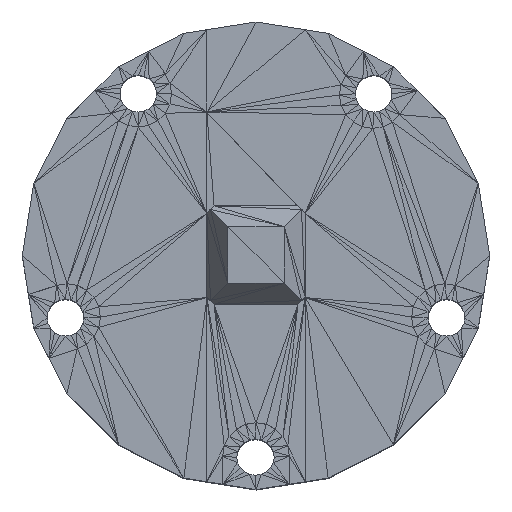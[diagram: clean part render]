
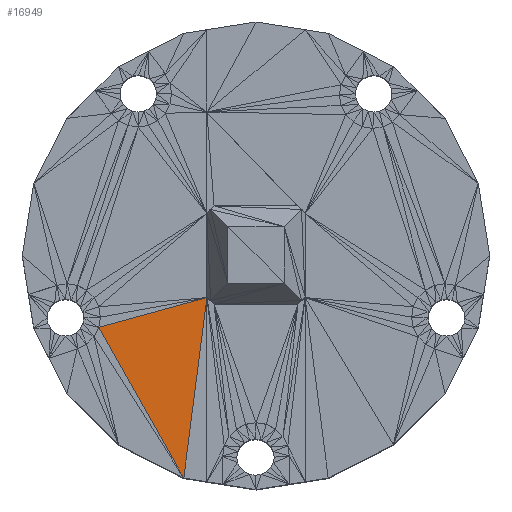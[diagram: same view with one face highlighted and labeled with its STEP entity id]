
A CAD part, top view. The second image highlights one B-rep face of the part: STEP entity #16949.
In plain terms, the highlighted planar face has unit normal (0, 0, 1).
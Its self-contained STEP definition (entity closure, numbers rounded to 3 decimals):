
#547 = VERTEX_POINT('',#548);
#548 = CARTESIAN_POINT('',(16.525,-28.526,45.));
#16494 = PLANE('',#16495);
#16495 = AXIS2_PLACEMENT_3D('',#16496,#16497,#16498);
#16496 = CARTESIAN_POINT('',(15.611,-42.991,45.));
#16497 = DIRECTION('',(0.,0.,1.));
#16498 = DIRECTION('',(1.,0.,0.));
#16680 = VERTEX_POINT('',#16681);
#16681 = CARTESIAN_POINT('',(0.338,-32.989,45.));
#16782 = PLANE('',#16783);
#16783 = AXIS2_PLACEMENT_3D('',#16784,#16785,#16786);
#16784 = CARTESIAN_POINT('',(6.329,-44.28,45.));
#16785 = DIRECTION('',(0.,0.,1.));
#16786 = DIRECTION('',(1.,0.,-0.));
#16824 = VERTEX_POINT('',#16825);
#16825 = CARTESIAN_POINT('',(13.059,-55.537,45.));
#16850 = EDGE_CURVE('',#16680,#16824,#16851,.T.);
#16851 = SURFACE_CURVE('',#16852,(#16856,#16862),.PCURVE_S1.);
#16852 = LINE('',#16853,#16854);
#16853 = CARTESIAN_POINT('',(0.338,-32.989,45.));
#16854 = VECTOR('',#16855,1.);
#16855 = DIRECTION('',(0.491,-0.871,0.));
#16856 = PCURVE('',#16782,#16857);
#16857 = DEFINITIONAL_REPRESENTATION('',(#16858),#16861);
#16858 = B_SPLINE_CURVE_WITH_KNOTS('',1,(#16859,#16860),.UNSPECIFIED.,
  .F.,.F.,(2,2),(0.,25.889),.PIECEWISE_BEZIER_KNOTS.);
#16859 = CARTESIAN_POINT('',(-5.991,11.291));
#16860 = CARTESIAN_POINT('',(6.73,-11.257));
#16861 = ( GEOMETRIC_REPRESENTATION_CONTEXT(2) 
PARAMETRIC_REPRESENTATION_CONTEXT() REPRESENTATION_CONTEXT('2D SPACE',''
  ) );
#16862 = PCURVE('',#16863,#16868);
#16863 = PLANE('',#16864);
#16864 = AXIS2_PLACEMENT_3D('',#16865,#16866,#16867);
#16865 = CARTESIAN_POINT('',(10.267,-40.15,45.));
#16866 = DIRECTION('',(0.,0.,1.));
#16867 = DIRECTION('',(1.,0.,-0.));
#16868 = DEFINITIONAL_REPRESENTATION('',(#16869),#16873);
#16869 = LINE('',#16870,#16871);
#16870 = CARTESIAN_POINT('',(-9.929,7.161));
#16871 = VECTOR('',#16872,1.);
#16872 = DIRECTION('',(0.491,-0.871));
#16873 = ( GEOMETRIC_REPRESENTATION_CONTEXT(2) 
PARAMETRIC_REPRESENTATION_CONTEXT() REPRESENTATION_CONTEXT('2D SPACE',''
  ) );
#16887 = PLANE('',#16888);
#16888 = AXIS2_PLACEMENT_3D('',#16889,#16890,#16891);
#16889 = CARTESIAN_POINT('',(8.128,-30.461,45.));
#16890 = DIRECTION('',(0.,0.,1.));
#16891 = DIRECTION('',(1.,0.,-0.));
#16930 = EDGE_CURVE('',#16680,#547,#16931,.T.);
#16931 = SURFACE_CURVE('',#16932,(#16936,#16943),.PCURVE_S1.);
#16932 = LINE('',#16933,#16934);
#16933 = CARTESIAN_POINT('',(0.338,-32.989,45.));
#16934 = VECTOR('',#16935,1.);
#16935 = DIRECTION('',(0.964,0.266,0.));
#16936 = PCURVE('',#16887,#16937);
#16937 = DEFINITIONAL_REPRESENTATION('',(#16938),#16942);
#16938 = LINE('',#16939,#16940);
#16939 = CARTESIAN_POINT('',(-7.79,-2.528));
#16940 = VECTOR('',#16941,1.);
#16941 = DIRECTION('',(0.964,0.266));
#16942 = ( GEOMETRIC_REPRESENTATION_CONTEXT(2) 
PARAMETRIC_REPRESENTATION_CONTEXT() REPRESENTATION_CONTEXT('2D SPACE',''
  ) );
#16943 = PCURVE('',#16863,#16944);
#16944 = DEFINITIONAL_REPRESENTATION('',(#16945),#16948);
#16945 = B_SPLINE_CURVE_WITH_KNOTS('',1,(#16946,#16947),.UNSPECIFIED.,
  .F.,.F.,(2,2),(0.,16.791),.PIECEWISE_BEZIER_KNOTS.);
#16946 = CARTESIAN_POINT('',(-9.929,7.161));
#16947 = CARTESIAN_POINT('',(6.258,11.624));
#16948 = ( GEOMETRIC_REPRESENTATION_CONTEXT(2) 
PARAMETRIC_REPRESENTATION_CONTEXT() REPRESENTATION_CONTEXT('2D SPACE',''
  ) );
#16949 = ADVANCED_FACE('',(#16950),#16863,.T.);
#16950 = FACE_BOUND('',#16951,.T.);
#16951 = EDGE_LOOP('',(#16952,#16953,#16954));
#16952 = ORIENTED_EDGE('',*,*,#16930,.F.);
#16953 = ORIENTED_EDGE('',*,*,#16850,.T.);
#16954 = ORIENTED_EDGE('',*,*,#16955,.T.);
#16955 = EDGE_CURVE('',#16824,#547,#16956,.T.);
#16956 = SURFACE_CURVE('',#16957,(#16961,#16968),.PCURVE_S1.);
#16957 = LINE('',#16958,#16959);
#16958 = CARTESIAN_POINT('',(13.059,-55.537,45.));
#16959 = VECTOR('',#16960,1.);
#16960 = DIRECTION('',(0.127,0.992,0.));
#16961 = PCURVE('',#16863,#16962);
#16962 = DEFINITIONAL_REPRESENTATION('',(#16963),#16967);
#16963 = LINE('',#16964,#16965);
#16964 = CARTESIAN_POINT('',(2.792,-15.387));
#16965 = VECTOR('',#16966,1.);
#16966 = DIRECTION('',(0.127,0.992));
#16967 = ( GEOMETRIC_REPRESENTATION_CONTEXT(2) 
PARAMETRIC_REPRESENTATION_CONTEXT() REPRESENTATION_CONTEXT('2D SPACE',''
  ) );
#16968 = PCURVE('',#16494,#16969);
#16969 = DEFINITIONAL_REPRESENTATION('',(#16970),#16973);
#16970 = B_SPLINE_CURVE_WITH_KNOTS('',1,(#16971,#16972),.UNSPECIFIED.,
  .F.,.F.,(2,2),(0.,27.232),.PIECEWISE_BEZIER_KNOTS.);
#16971 = CARTESIAN_POINT('',(-2.552,-12.546));
#16972 = CARTESIAN_POINT('',(0.914,14.465));
#16973 = ( GEOMETRIC_REPRESENTATION_CONTEXT(2) 
PARAMETRIC_REPRESENTATION_CONTEXT() REPRESENTATION_CONTEXT('2D SPACE',''
  ) );
